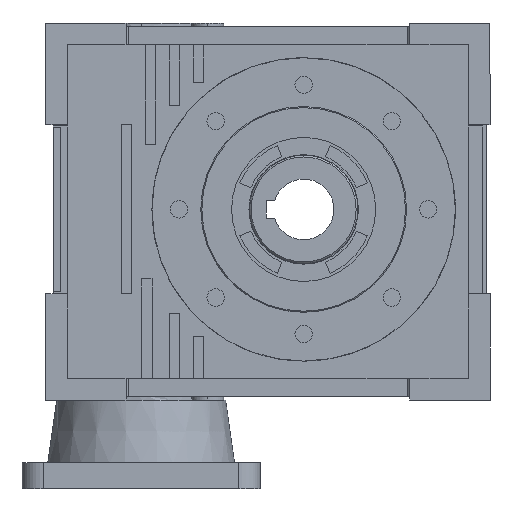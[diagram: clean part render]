
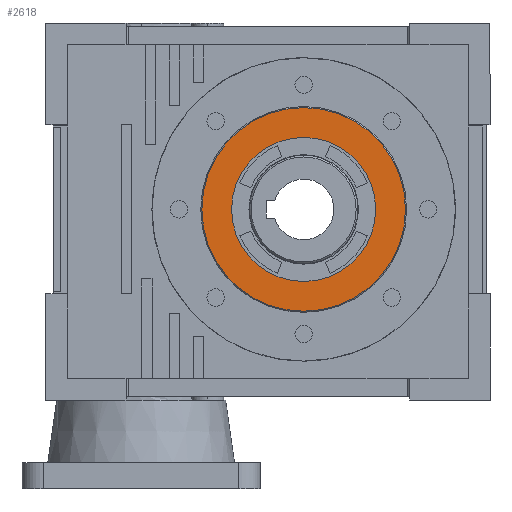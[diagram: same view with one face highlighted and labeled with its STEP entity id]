
A CAD part, left-side view. The second image highlights one B-rep face of the part: STEP entity #2618.
In plain terms, the highlighted planar face has unit normal (-1, 0, 0).
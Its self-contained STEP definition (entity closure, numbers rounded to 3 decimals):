
#23 = VERTEX_POINT ( 'NONE', #530 ) ;
#530 = CARTESIAN_POINT ( 'NONE',  ( -60., 0., 33.25 ) ) ;
#658 = CARTESIAN_POINT ( 'NONE',  ( -60., 0., 0. ) ) ;
#785 = CIRCLE ( 'NONE', #17529, 47. ) ;
#818 = EDGE_CURVE ( 'NONE', #11099, #23, #12225, .T. ) ;
#1329 = DIRECTION ( 'NONE',  ( 0., 0., 1. ) ) ;
#1414 = ORIENTED_EDGE ( 'NONE', *, *, #21459, .T. ) ;
#1815 = CARTESIAN_POINT ( 'NONE',  ( -60., 0., 0. ) ) ;
#2618 = ADVANCED_FACE ( 'NONE', ( #11544, #18253 ), #16829, .T. ) ;
#4036 = AXIS2_PLACEMENT_3D ( 'NONE', #4771, #19994, #1329 ) ;
#4406 = CIRCLE ( 'NONE', #4036, 47. ) ;
#4466 = VERTEX_POINT ( 'NONE', #20588 ) ;
#4771 = CARTESIAN_POINT ( 'NONE',  ( -60., 0., 0. ) ) ;
#7252 = EDGE_LOOP ( 'NONE', ( #1414, #8277 ) ) ;
#7715 = DIRECTION ( 'NONE',  ( -1., 0., 0. ) ) ;
#8277 = ORIENTED_EDGE ( 'NONE', *, *, #818, .T. ) ;
#8788 = DIRECTION ( 'NONE',  ( 1., 0., 0. ) ) ;
#9098 = CARTESIAN_POINT ( 'NONE',  ( -60., 0., 47. ) ) ;
#9298 = EDGE_CURVE ( 'NONE', #4466, #14410, #785, .T. ) ;
#9900 = ORIENTED_EDGE ( 'NONE', *, *, #12172, .T. ) ;
#10307 = AXIS2_PLACEMENT_3D ( 'NONE', #1815, #13937, #15668 ) ;
#10519 = DIRECTION ( 'NONE',  ( -1., 0., 0. ) ) ;
#11099 = VERTEX_POINT ( 'NONE', #20088 ) ;
#11155 = EDGE_LOOP ( 'NONE', ( #13393, #9900 ) ) ;
#11544 = FACE_OUTER_BOUND ( 'NONE', #11155, .T. ) ;
#12172 = EDGE_CURVE ( 'NONE', #14410, #4466, #4406, .T. ) ;
#12225 = CIRCLE ( 'NONE', #10307, 33.25 ) ;
#13393 = ORIENTED_EDGE ( 'NONE', *, *, #9298, .T. ) ;
#13685 = DIRECTION ( 'NONE',  ( 0., 0., -1. ) ) ;
#13937 = DIRECTION ( 'NONE',  ( 1., 0., 0. ) ) ;
#14102 = AXIS2_PLACEMENT_3D ( 'NONE', #20616, #10519, #13685 ) ;
#14410 = VERTEX_POINT ( 'NONE', #9098 ) ;
#15668 = DIRECTION ( 'NONE',  ( 0., 0., -1. ) ) ;
#15849 = CIRCLE ( 'NONE', #22058, 33.25 ) ;
#16829 = PLANE ( 'NONE',  #14102 ) ;
#17348 = CARTESIAN_POINT ( 'NONE',  ( -60., 0., 0. ) ) ;
#17529 = AXIS2_PLACEMENT_3D ( 'NONE', #658, #7715, #18106 ) ;
#18106 = DIRECTION ( 'NONE',  ( 0., 0., 1. ) ) ;
#18253 = FACE_BOUND ( 'NONE', #7252, .T. ) ;
#19994 = DIRECTION ( 'NONE',  ( -1., 0., 0. ) ) ;
#20088 = CARTESIAN_POINT ( 'NONE',  ( -60., 0., -33.25 ) ) ;
#20588 = CARTESIAN_POINT ( 'NONE',  ( -60., 0., -47. ) ) ;
#20616 = CARTESIAN_POINT ( 'NONE',  ( -60., 0., 0. ) ) ;
#20702 = DIRECTION ( 'NONE',  ( 0., 0., -1. ) ) ;
#21459 = EDGE_CURVE ( 'NONE', #23, #11099, #15849, .T. ) ;
#22058 = AXIS2_PLACEMENT_3D ( 'NONE', #17348, #8788, #20702 ) ;
